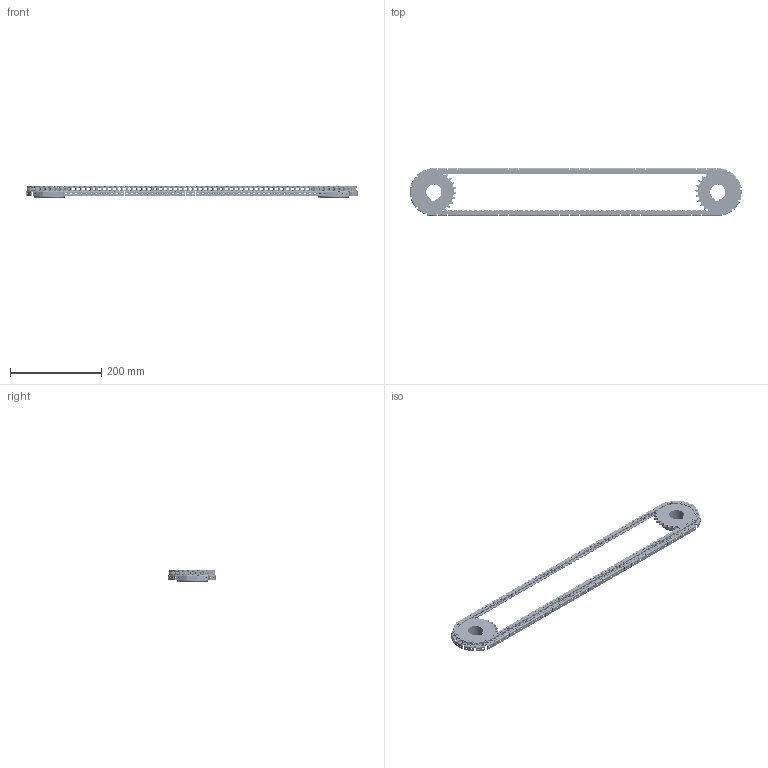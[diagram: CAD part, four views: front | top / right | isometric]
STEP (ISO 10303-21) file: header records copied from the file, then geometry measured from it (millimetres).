
FILE_DESCRIPTION(('FreeCAD Model'),'2;1');
FILE_NAME('Open CASCADE Shape Model','2025-05-04T15:42:08',('FreeCAD'),( 'FreeCAD'),'Open CASCADE STEP processor 7.6','FreeCAD','Unknown');
FILE_SCHEMA(('AUTOMOTIVE_DESIGN { 1 0 10303 214 1 1 1 1 }'));
Products named in the file (1): Open CASCADE STEP translator 7.6 1
Bounding box: 727.69 x 106.23 x 26.43 mm (x, y, z)
Volume: 281009.3 mm3; surface area: 238579.5 mm2
Topology: 485 solids, 485 shells, 5095 faces, 11809 edges, 7686 vertices
Faces by surface type: bspline 5095
Entity records: 153676 total; most frequent: CARTESIAN_POINT 84729, ORIENTED_EDGE 23618, EDGE_CURVE 11809, VERTEX_POINT 7686, FACE_BOUND 6485, EDGE_LOOP 6485, B_SPLINE_CURVE_WITH_KNOTS 5185, ADVANCED_FACE 5095
